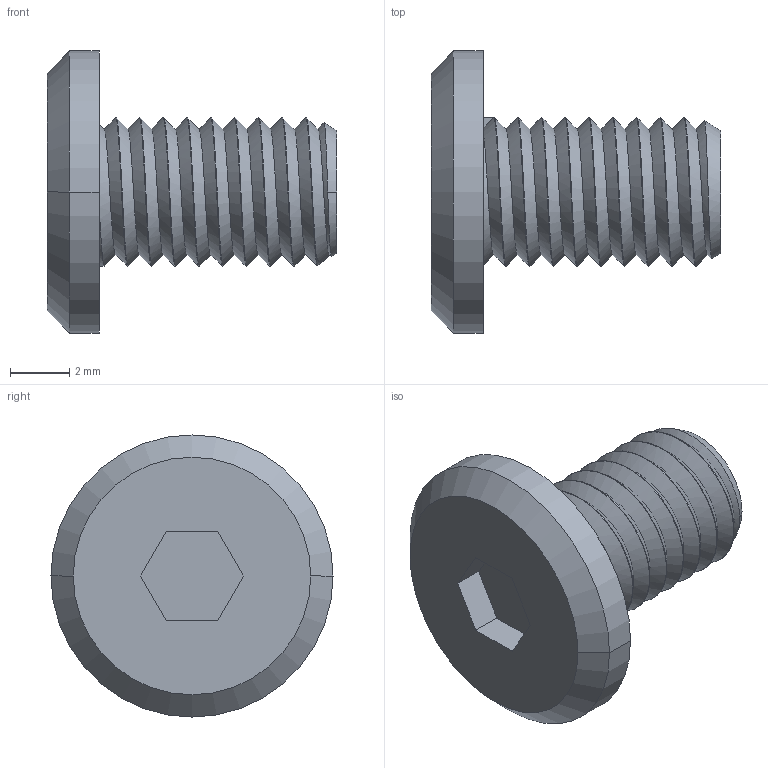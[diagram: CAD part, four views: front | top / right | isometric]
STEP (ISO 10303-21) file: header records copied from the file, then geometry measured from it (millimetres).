
FILE_DESCRIPTION (( 'STEP AP214' ), '1' );
FILE_NAME ('5mm x 8mm Low Profile Socket Head Screw.step', '2015-01-21T14:42:24', ( 'Mark' ), ( '' ), 'SwSTEP 2.0', 'SolidWorks 2013', '' );
FILE_SCHEMA (( 'AUTOMOTIVE_DESIGN' ));
Length unit declared in the file: millimetre
Products named in the file (1): 5mm x 8mm Low Profile Socket Head Screw
Bounding box: 9.75 x 9.5 x 9.5 mm (x, y, z)
Volume: 242.3 mm3; surface area: 348.5 mm2
Topology: 1 solids, 1 shells, 39 faces, 100 edges, 65 vertices
Faces by surface type: cylinder 21, plane 11, cone 4, bspline 3
Entity records: 4581 total; most frequent: CARTESIAN_POINT 3724, ORIENTED_EDGE 200, DIRECTION 142, EDGE_CURVE 100, VERTEX_POINT 65, AXIS2_PLACEMENT_3D 48, VECTOR 46, LINE 46
